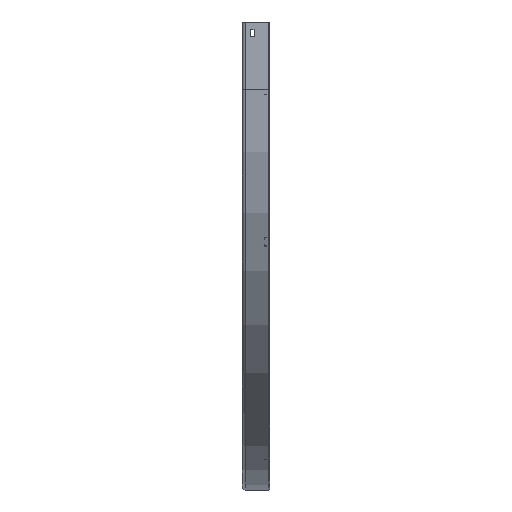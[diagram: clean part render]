
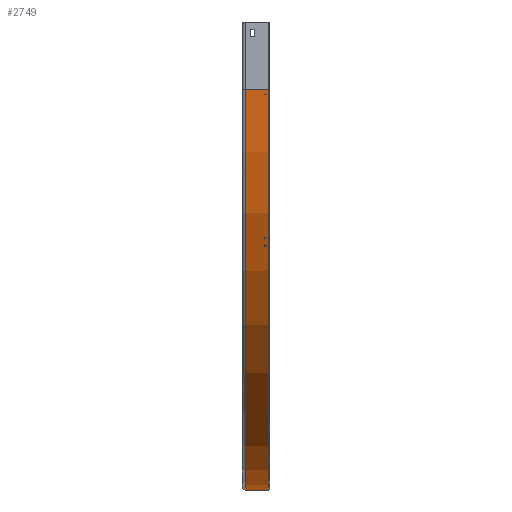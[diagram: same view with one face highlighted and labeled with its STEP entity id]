
A CAD part, left-side view. The second image highlights one B-rep face of the part: STEP entity #2749.
In plain terms, the highlighted cylindrical face has radius 890 mm (diameter 1780 mm), a partial arc.
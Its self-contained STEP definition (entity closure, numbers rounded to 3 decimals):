
#1859=DIRECTION('',(0.,-1.,0.));
#1860=VECTOR('',#1859,51.75);
#1861=CARTESIAN_POINT('',(-200.,54.,-150.));
#1862=LINE('',#1861,#1860);
#1883=DIRECTION('',(0.,-1.,0.));
#1884=VECTOR('',#1883,51.75);
#1885=CARTESIAN_POINT('',(690.,54.,-1040.));
#1886=LINE('',#1885,#1884);
#1887=CARTESIAN_POINT('',(690.,54.,-150.));
#1888=DIRECTION('',(0.,1.,0.));
#1889=DIRECTION('',(0.,0.,-1.));
#1890=AXIS2_PLACEMENT_3D('',#1887,#1888,#1889);
#1897=CARTESIAN_POINT('',(690.,2.25,-150.));
#1898=DIRECTION('',(0.,1.,0.));
#1899=DIRECTION('',(0.,0.,-1.));
#1900=AXIS2_PLACEMENT_3D('',#1897,#1898,#1899);
#2091=CARTESIAN_POINT('',(690.,54.,-1040.));
#2092=VERTEX_POINT('',#2091);
#2093=CARTESIAN_POINT('',(690.,2.25,-1040.));
#2094=VERTEX_POINT('',#2093);
#2111=CARTESIAN_POINT('',(-200.,54.,-150.));
#2112=VERTEX_POINT('',#2111);
#2113=CARTESIAN_POINT('',(-200.,2.25,-150.));
#2114=VERTEX_POINT('',#2113);
#2737=CARTESIAN_POINT('',(690.,-1.,-150.));
#2738=DIRECTION('',(0.,1.,0.));
#2739=DIRECTION('',(0.,0.,1.));
#2740=AXIS2_PLACEMENT_3D('',#2737,#2738,#2739);
#2741=CYLINDRICAL_SURFACE('',#2740,890.);
#2742=ORIENTED_EDGE('',*,*,#2446,.F.);
#2743=ORIENTED_EDGE('',*,*,#2493,.T.);
#2744=ORIENTED_EDGE('',*,*,#2711,.T.);
#2746=ORIENTED_EDGE('',*,*,#2745,.F.);
#2747=EDGE_LOOP('',(#2742,#2743,#2744,#2746));
#2748=FACE_OUTER_BOUND('',#2747,.F.);
#2749=ADVANCED_FACE('',(#2748),#2741,.T.);
#1891=CIRCLE('',#1890,890.);
#1901=CIRCLE('',#1900,890.);
#2446=EDGE_CURVE('',#2092,#2094,#1886,.T.);
#2493=EDGE_CURVE('',#2092,#2112,#1891,.T.);
#2711=EDGE_CURVE('',#2112,#2114,#1862,.T.);
#2745=EDGE_CURVE('',#2094,#2114,#1901,.T.);
